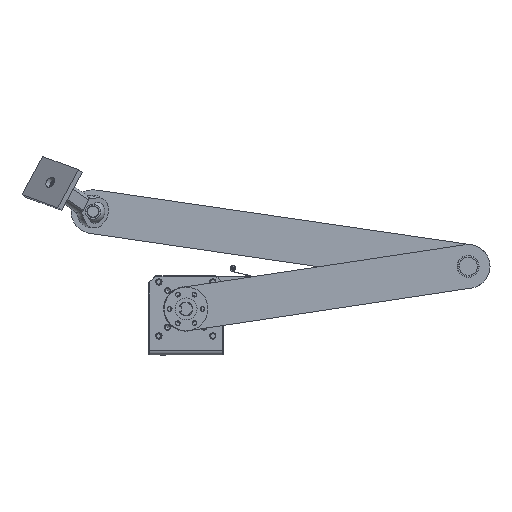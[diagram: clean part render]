
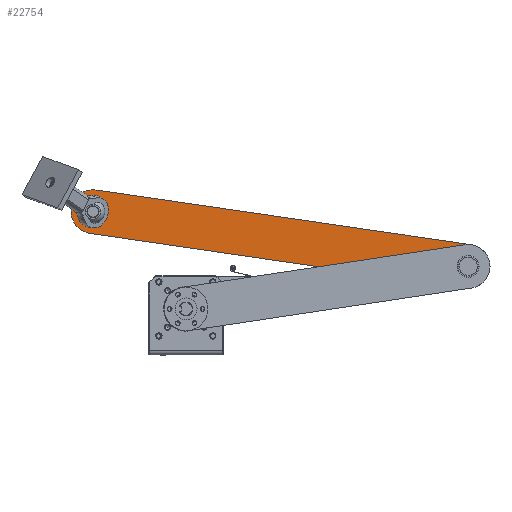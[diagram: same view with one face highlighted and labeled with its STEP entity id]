
A CAD part, front view. The second image highlights one B-rep face of the part: STEP entity #22754.
In plain terms, the highlighted planar face has unit normal (0, -1, 0).
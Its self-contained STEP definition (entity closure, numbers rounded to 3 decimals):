
#505=FACE_BOUND('',#5150,.T.);
#506=FACE_BOUND('',#5151,.T.);
#1110=PLANE('',#25218);
#2141=CIRCLE('',#25205,0.188);
#2143=CIRCLE('',#25208,0.313);
#2144=CIRCLE('',#25211,0.75);
#2146=CIRCLE('',#25215,0.75);
#3707=FACE_OUTER_BOUND('',#5149,.T.);
#5149=EDGE_LOOP('',(#19532,#19533,#19534,#19535));
#5150=EDGE_LOOP('',(#19536));
#5151=EDGE_LOOP('',(#19537));
#6790=LINE('',#44860,#8542);
#6795=LINE('',#44874,#8547);
#8542=VECTOR('',#30624,0.394);
#8547=VECTOR('',#30637,0.394);
#10932=VERTEX_POINT('',#44848);
#10934=VERTEX_POINT('',#44854);
#10935=VERTEX_POINT('',#44858);
#10936=VERTEX_POINT('',#44859);
#10939=VERTEX_POINT('',#44867);
#10941=VERTEX_POINT('',#44873);
#13885=EDGE_CURVE('',#10932,#10932,#2141,.T.);
#13888=EDGE_CURVE('',#10934,#10934,#2143,.T.);
#13889=EDGE_CURVE('',#10935,#10936,#6790,.T.);
#13893=EDGE_CURVE('',#10939,#10935,#2144,.T.);
#13896=EDGE_CURVE('',#10941,#10939,#6795,.T.);
#13899=EDGE_CURVE('',#10936,#10941,#2146,.T.);
#19532=ORIENTED_EDGE('',*,*,#13899,.F.);
#19533=ORIENTED_EDGE('',*,*,#13889,.F.);
#19534=ORIENTED_EDGE('',*,*,#13893,.F.);
#19535=ORIENTED_EDGE('',*,*,#13896,.F.);
#19536=ORIENTED_EDGE('',*,*,#13885,.T.);
#19537=ORIENTED_EDGE('',*,*,#13888,.F.);
#22754=ADVANCED_FACE('',(#3707,#505,#506),#1110,.F.);
#25205=AXIS2_PLACEMENT_3D('',#44850,#30613,#30614);
#25208=AXIS2_PLACEMENT_3D('',#44856,#30620,#30621);
#25211=AXIS2_PLACEMENT_3D('',#44868,#30630,#30631);
#25215=AXIS2_PLACEMENT_3D('',#44879,#30642,#30643);
#25218=AXIS2_PLACEMENT_3D('',#44882,#30648,#30649);
#30613=DIRECTION('center_axis',(0.,1.,0.));
#30614=DIRECTION('ref_axis',(-1.,0.,0.));
#30620=DIRECTION('center_axis',(0.,-1.,0.));
#30621=DIRECTION('ref_axis',(-1.,0.,0.));
#30624=DIRECTION('',(0.99,0.,-0.144));
#30630=DIRECTION('center_axis',(0.,1.,0.));
#30631=DIRECTION('ref_axis',(-0.144,0.,-0.99));
#30637=DIRECTION('',(-0.99,0.,0.144));
#30642=DIRECTION('center_axis',(0.,1.,0.));
#30643=DIRECTION('ref_axis',(0.144,0.,0.99));
#30648=DIRECTION('center_axis',(0.,1.,0.));
#30649=DIRECTION('ref_axis',(-1.,0.,0.));
#44848=CARTESIAN_POINT('',(-13.726,-0.061,-10.123));
#44850=CARTESIAN_POINT('Origin',(-13.914,-0.061,-10.123));
#44854=CARTESIAN_POINT('',(-0.737,-0.061,-12.));
#44856=CARTESIAN_POINT('Origin',(-1.05,-0.061,-12.));
#44858=CARTESIAN_POINT('',(-13.806,-0.061,-9.381));
#44859=CARTESIAN_POINT('',(-0.942,-0.061,-11.258));
#44860=CARTESIAN_POINT('',(-13.806,-0.061,-9.381));
#44867=CARTESIAN_POINT('',(-14.022,-0.061,-10.866));
#44868=CARTESIAN_POINT('Origin',(-13.914,-0.061,
-10.123));
#44873=CARTESIAN_POINT('',(-1.158,-0.061,-12.742));
#44874=CARTESIAN_POINT('',(-1.158,-0.061,-12.742));
#44879=CARTESIAN_POINT('Origin',(-1.05,-0.061,-12.));
#44882=CARTESIAN_POINT('Origin',(-7.482,-0.061,-11.062));
